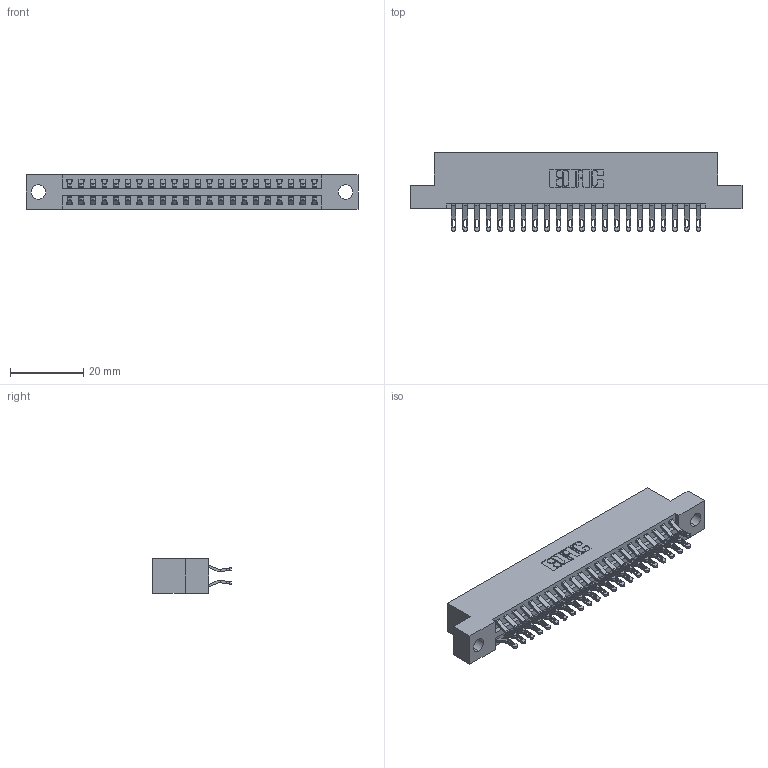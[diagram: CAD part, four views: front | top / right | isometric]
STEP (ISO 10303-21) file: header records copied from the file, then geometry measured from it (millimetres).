
FILE_DESCRIPTION (( 'STEP AP203' ), '1' );
FILE_NAME ('346-044-555-204.STEP', '2022-05-20T07:36:12', ( '' ), ( '' ), 'SwSTEP 2.0', 'SolidWorks 2020', '' );
FILE_SCHEMA (( 'CONFIG_CONTROL_DESIGN' ));
Length unit declared in the file: inch
Products named in the file (3): 346 Part_Flush Mounting Lugs - 0.156 Dia-TH; 345-292-001_555 Tail; 346-044-555-204
Assembly tree (45 placements, depth 2):
  346-044-555-204
    346 Part_Flush Mounting Lugs - 0.156 Dia-TH
    345-292-001_555 Tail  x44
Bounding box: 90.42 x 21.46 x 9.4 mm (x, y, z)
Volume: 8683.8 mm3; surface area: 11924.9 mm2
Topology: 45 solids, 45 shells, 2688 faces, 8417 edges, 5610 vertices
Faces by surface type: plane 1542, cylinder 1146
Entity records: 17795 total; most frequent: CARTESIAN_POINT 3000, ORIENTED_EDGE 2902, DIRECTION 2663, EDGE_CURVE 1451, VECTOR 1211, LINE 1211, VERTEX_POINT 966, AXIS2_PLACEMENT_3D 726
